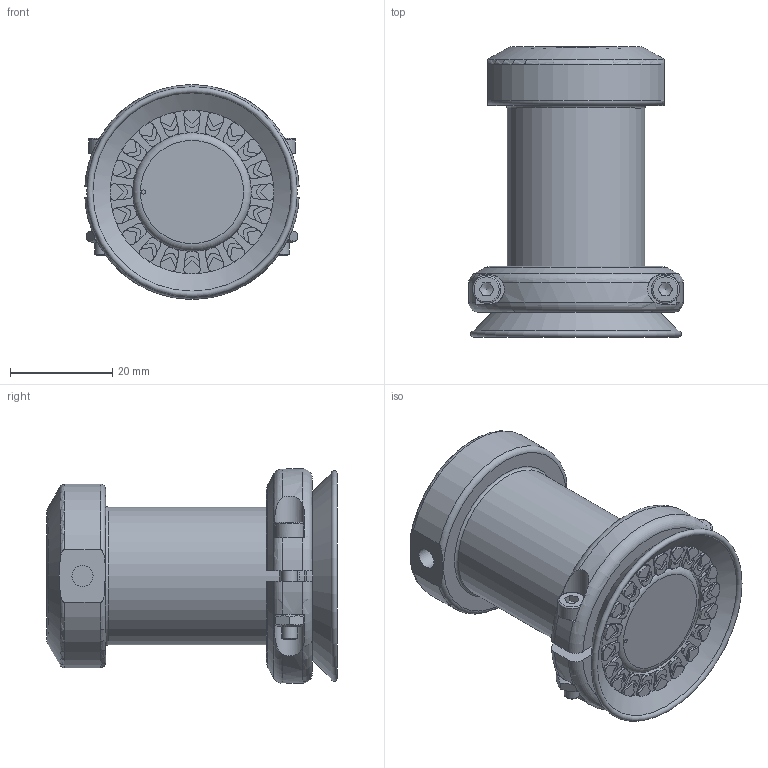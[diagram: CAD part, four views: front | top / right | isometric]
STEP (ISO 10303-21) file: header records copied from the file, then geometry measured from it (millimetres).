
FILE_DESCRIPTION(/* description */ (''),/* implementation_level */ '2;1');
FILE_NAME(/* name */ 'TPMV040028.stp',/* time_stamp */ '2017-05-24T12:21:10+02:00',/* author */ ('pb'),/* organization */ (''),/* preprocessor_version */ 'ST-DEVELOPER v16.5',/* originating_system */ 'Autodesk Inventor 2017',/* authorisation */ '');
FILE_SCHEMA (('AUTOMOTIVE_DESIGN { 1 0 10303 214 3 1 1 }'));
Length unit declared in the file: millimetre
Products named in the file (1): Part4
Bounding box: 41.95 x 56.84 x 42 mm (x, y, z)
Volume: 41760.8 mm3; surface area: 15522 mm2
Topology: 1 solids, 1 shells, 488 faces, 1358 edges, 882 vertices
Faces by surface type: plane 272, cylinder 162, torus 33, cone 21
Full cylindrical faces by diameter (mm): 0.8 x1, 3 x4, 3.2 x4, 4.134 x2, 5.5 x2, 6.647 x1, 22 x1, 22.2 x1, 23.2 x1, 26 x1, 27 x1, 28 x1, 30.5 x1, 31 x1
Entity records: 15976 total; most frequent: CARTESIAN_POINT 2939, DIRECTION 2692, ORIENTED_EDGE 2580, EDGE_CURVE 1290, AXIS2_PLACEMENT_3D 981, VERTEX_POINT 864, LINE 730, VECTOR 730
